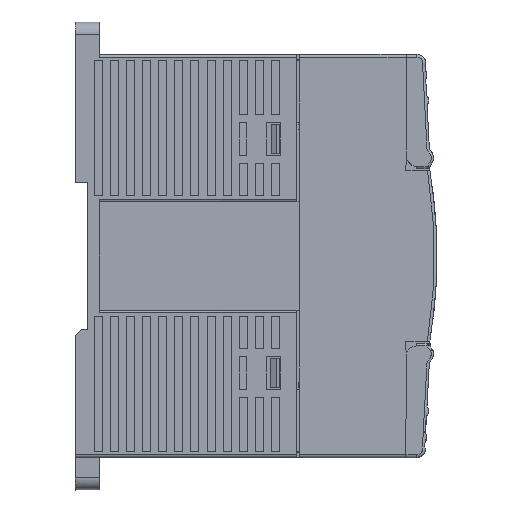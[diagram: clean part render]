
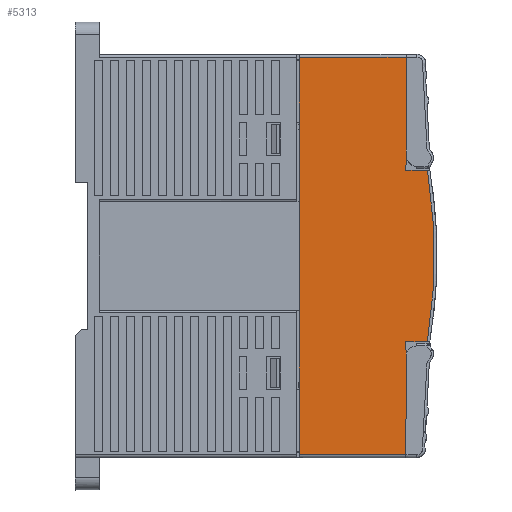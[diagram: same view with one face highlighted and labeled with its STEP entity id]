
A CAD part, left-side view. The second image highlights one B-rep face of the part: STEP entity #5313.
In plain terms, the highlighted planar face has unit normal (-1, 0, 0).
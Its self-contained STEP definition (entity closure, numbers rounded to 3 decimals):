
#194=(
BOUNDED_CURVE()
B_SPLINE_CURVE(2,(#96437,#96438,#96439),.UNSPECIFIED.,.F.,.F.)
B_SPLINE_CURVE_WITH_KNOTS((3,3),(0.,43.042),.UNSPECIFIED.)
CURVE()
GEOMETRIC_REPRESENTATION_ITEM()
RATIONAL_B_SPLINE_CURVE((1.,0.986,1.))
REPRESENTATION_ITEM('')
);
#2029=PLANE('',#53748);
#5313=ADVANCED_FACE('',(#8393),#2029,.T.);
#8393=FACE_OUTER_BOUND('',#11506,.T.);
#11506=EDGE_LOOP('',(#15704,#15705,#15706,#15707,#15708,#15709,#15710,#15711,
#15712,#15713,#15714,#15715,#15716,#15717,#15718,#15719,#15720));
#15704=ORIENTED_EDGE('',*,*,#32777,.T.);
#15705=ORIENTED_EDGE('',*,*,#32808,.T.);
#15706=ORIENTED_EDGE('',*,*,#35419,.T.);
#15707=ORIENTED_EDGE('',*,*,#32778,.T.);
#15708=ORIENTED_EDGE('',*,*,#32779,.T.);
#15709=ORIENTED_EDGE('',*,*,#32780,.T.);
#15710=ORIENTED_EDGE('',*,*,#32781,.T.);
#15711=ORIENTED_EDGE('',*,*,#32782,.T.);
#15712=ORIENTED_EDGE('',*,*,#35389,.F.);
#15713=ORIENTED_EDGE('',*,*,#32788,.T.);
#15714=ORIENTED_EDGE('',*,*,#32787,.T.);
#15715=ORIENTED_EDGE('',*,*,#32783,.T.);
#15716=ORIENTED_EDGE('',*,*,#32784,.T.);
#15717=ORIENTED_EDGE('',*,*,#32786,.T.);
#15718=ORIENTED_EDGE('',*,*,#35380,.F.);
#15719=ORIENTED_EDGE('',*,*,#32785,.T.);
#15720=ORIENTED_EDGE('',*,*,#32789,.T.);
#32777=EDGE_CURVE('',#48542,#48543,#41367,.T.);
#32778=EDGE_CURVE('',#48545,#48546,#41368,.T.);
#32779=EDGE_CURVE('',#48546,#48547,#41369,.T.);
#32780=EDGE_CURVE('',#48547,#48548,#41370,.T.);
#32781=EDGE_CURVE('',#48548,#48549,#41371,.T.);
#32782=EDGE_CURVE('',#48549,#48550,#41372,.T.);
#32783=EDGE_CURVE('',#48552,#48553,#194,.T.);
#32784=EDGE_CURVE('',#48553,#48554,#41373,.T.);
#32785=EDGE_CURVE('',#48555,#48556,#41374,.T.);
#32786=EDGE_CURVE('',#48554,#48558,#41375,.T.);
#32787=EDGE_CURVE('',#48551,#48552,#41376,.T.);
#32788=EDGE_CURVE('',#48557,#48551,#41377,.T.);
#32789=EDGE_CURVE('',#48556,#48542,#41378,.T.);
#32808=EDGE_CURVE('',#48543,#48544,#41393,.T.);
#35380=EDGE_CURVE('',#48555,#48558,#43429,.T.);
#35389=EDGE_CURVE('',#48557,#48550,#43438,.T.);
#35419=EDGE_CURVE('',#48544,#48545,#43468,.T.);
#41367=B_SPLINE_CURVE_WITH_KNOTS('',1,(#96425,#96426),.UNSPECIFIED.,.F.,
 .F.,(2,2),(0.,30.156),.UNSPECIFIED.);
#41368=B_SPLINE_CURVE_WITH_KNOTS('',1,(#96427,#96428),.UNSPECIFIED.,.F.,
 .F.,(2,2),(0.,0.052),.UNSPECIFIED.);
#41369=B_SPLINE_CURVE_WITH_KNOTS('',1,(#96429,#96430),.UNSPECIFIED.,.F.,
 .F.,(2,2),(0.,24.975),.UNSPECIFIED.);
#41370=B_SPLINE_CURVE_WITH_KNOTS('',1,(#96431,#96432),.UNSPECIFIED.,.F.,
 .F.,(2,2),(0.,0.04),.UNSPECIFIED.);
#41371=B_SPLINE_CURVE_WITH_KNOTS('',1,(#96433,#96434),.UNSPECIFIED.,.F.,
 .F.,(2,2),(0.,10.751),.UNSPECIFIED.);
#41372=B_SPLINE_CURVE_WITH_KNOTS('',1,(#96435,#96436),.UNSPECIFIED.,.F.,
 .F.,(2,2),(0.,26.376),.UNSPECIFIED.);
#41373=B_SPLINE_CURVE_WITH_KNOTS('',1,(#96440,#96441),.UNSPECIFIED.,.F.,
 .F.,(2,2),(0.,5.351),.UNSPECIFIED.);
#41374=B_SPLINE_CURVE_WITH_KNOTS('',1,(#96442,#96443),.UNSPECIFIED.,.F.,
 .F.,(2,2),(0.,26.376),.UNSPECIFIED.);
#41375=B_SPLINE_CURVE_WITH_KNOTS('',1,(#96444,#96445),.UNSPECIFIED.,.F.,
 .F.,(2,2),(-28.03,-24.459),.UNSPECIFIED.);
#41376=B_SPLINE_CURVE_WITH_KNOTS('',1,(#96446,#96447),.UNSPECIFIED.,.F.,
 .F.,(2,2),(-5.351,0.),.UNSPECIFIED.);
#41377=B_SPLINE_CURVE_WITH_KNOTS('',1,(#96448,#96449),.UNSPECIFIED.,.F.,
 .F.,(2,2),(-3.571,0.),.UNSPECIFIED.);
#41378=B_SPLINE_CURVE_WITH_KNOTS('',1,(#96450,#96451),.UNSPECIFIED.,.F.,
 .F.,(2,2),(-5.594,0.),.UNSPECIFIED.);
#41393=B_SPLINE_CURVE_WITH_KNOTS('',1,(#96494,#96495),.UNSPECIFIED.,.F.,
 .F.,(2,2),(-0.065,0.),.UNSPECIFIED.);
#43429=B_SPLINE_CURVE_WITH_KNOTS('',1,(#106577,#106578),.UNSPECIFIED.,.F.,
 .F.,(2,2),(0.,24.459),.UNSPECIFIED.);
#43438=B_SPLINE_CURVE_WITH_KNOTS('',1,(#106629,#106630),.UNSPECIFIED.,.F.,
 .F.,(2,2),(3.571,28.03),.UNSPECIFIED.);
#43468=B_SPLINE_CURVE_WITH_KNOTS('',1,(#106704,#106705),.UNSPECIFIED.,.F.,
 .F.,(2,2),(-27.024,0.),.UNSPECIFIED.);
#48542=VERTEX_POINT('',#89163);
#48543=VERTEX_POINT('',#89164);
#48544=VERTEX_POINT('',#89165);
#48545=VERTEX_POINT('',#89166);
#48546=VERTEX_POINT('',#89167);
#48547=VERTEX_POINT('',#89168);
#48548=VERTEX_POINT('',#89169);
#48549=VERTEX_POINT('',#89170);
#48550=VERTEX_POINT('',#89171);
#48551=VERTEX_POINT('',#89172);
#48552=VERTEX_POINT('',#89173);
#48553=VERTEX_POINT('',#89174);
#48554=VERTEX_POINT('',#89175);
#48555=VERTEX_POINT('',#89176);
#48556=VERTEX_POINT('',#89177);
#48557=VERTEX_POINT('',#89178);
#48558=VERTEX_POINT('',#89179);
#53748=AXIS2_PLACEMENT_3D('',#64355,#56518,$);
#56518=DIRECTION('',(-1.,0.,0.));
#64355=CARTESIAN_POINT('',(-6.325,74.984,149.4));
#89163=CARTESIAN_POINT('',(-6.325,70.205,132.755));
#89164=CARTESIAN_POINT('',(-6.325,70.205,102.599));
#89165=CARTESIAN_POINT('',(-6.325,70.14,102.599));
#89166=CARTESIAN_POINT('',(-6.325,70.153,75.575));
#89167=CARTESIAN_POINT('',(-6.325,70.205,75.575));
#89168=CARTESIAN_POINT('',(-6.325,70.205,50.6));
#89169=CARTESIAN_POINT('',(-6.325,70.245,50.6));
#89170=CARTESIAN_POINT('',(-6.325,70.25,39.849));
#89171=CARTESIAN_POINT('',(-6.325,43.824,39.836));
#89172=CARTESIAN_POINT('',(-6.325,43.86,67.866));
#89173=CARTESIAN_POINT('',(-6.325,38.509,67.863));
#89174=CARTESIAN_POINT('',(-6.325,38.488,110.304));
#89175=CARTESIAN_POINT('',(-6.325,43.839,110.306));
#89176=CARTESIAN_POINT('',(-6.325,43.776,138.336));
#89177=CARTESIAN_POINT('',(-6.325,70.202,138.349));
#89178=CARTESIAN_POINT('',(-6.325,43.763,64.294));
#89179=CARTESIAN_POINT('',(-6.325,43.738,113.877));
#96425=CARTESIAN_POINT('',(-6.325,70.205,132.755));
#96426=CARTESIAN_POINT('',(-6.325,70.205,102.599));
#96427=CARTESIAN_POINT('',(-6.325,70.153,75.575));
#96428=CARTESIAN_POINT('',(-6.325,70.205,75.575));
#96429=CARTESIAN_POINT('',(-6.325,70.205,75.575));
#96430=CARTESIAN_POINT('',(-6.325,70.205,50.6));
#96431=CARTESIAN_POINT('',(-6.325,70.205,50.6));
#96432=CARTESIAN_POINT('',(-6.325,70.245,50.6));
#96433=CARTESIAN_POINT('',(-6.325,70.245,50.6));
#96434=CARTESIAN_POINT('',(-6.325,70.25,39.849));
#96435=CARTESIAN_POINT('',(-6.325,70.25,39.849));
#96436=CARTESIAN_POINT('',(-6.325,43.824,39.836));
#96437=CARTESIAN_POINT('',(-6.325,38.509,67.863));
#96438=CARTESIAN_POINT('',(-6.325,34.915,89.082));
#96439=CARTESIAN_POINT('',(-6.325,38.488,110.304));
#96440=CARTESIAN_POINT('',(-6.325,38.488,110.304));
#96441=CARTESIAN_POINT('',(-6.325,43.839,110.306));
#96442=CARTESIAN_POINT('',(-6.325,43.776,138.336));
#96443=CARTESIAN_POINT('',(-6.325,70.202,138.349));
#96444=CARTESIAN_POINT('',(-6.325,43.839,110.306));
#96445=CARTESIAN_POINT('',(-6.325,43.738,113.877));
#96446=CARTESIAN_POINT('',(-6.325,43.86,67.866));
#96447=CARTESIAN_POINT('',(-6.325,38.509,67.863));
#96448=CARTESIAN_POINT('',(-6.325,43.763,64.294));
#96449=CARTESIAN_POINT('',(-6.325,43.86,67.866));
#96450=CARTESIAN_POINT('',(-6.325,70.202,138.349));
#96451=CARTESIAN_POINT('',(-6.325,70.205,132.755));
#96494=CARTESIAN_POINT('',(-6.325,70.205,102.599));
#96495=CARTESIAN_POINT('',(-6.325,70.14,102.599));
#106577=CARTESIAN_POINT('',(-6.325,43.776,138.336));
#106578=CARTESIAN_POINT('',(-6.325,43.738,113.877));
#106629=CARTESIAN_POINT('',(-6.325,43.763,64.294));
#106630=CARTESIAN_POINT('',(-6.325,43.824,39.836));
#106704=CARTESIAN_POINT('',(-6.325,70.14,102.599));
#106705=CARTESIAN_POINT('',(-6.325,70.153,75.575));
